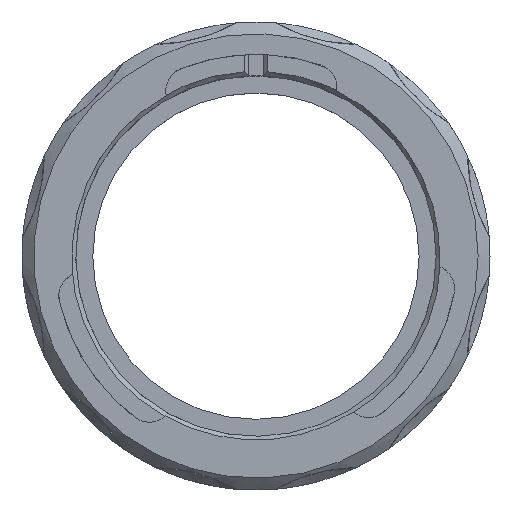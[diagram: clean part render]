
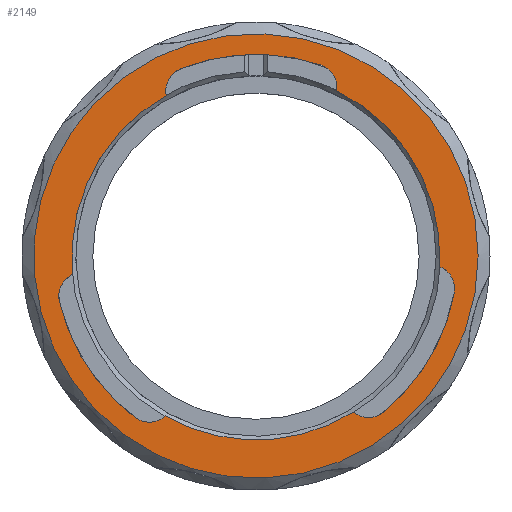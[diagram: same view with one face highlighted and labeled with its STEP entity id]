
A CAD part, top view. The second image highlights one B-rep face of the part: STEP entity #2149.
In plain terms, the highlighted planar face has unit normal (0, 0, 1).
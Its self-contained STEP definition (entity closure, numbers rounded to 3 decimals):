
#317=PLANE('',#2361);
#709=ORIENTED_EDGE('',*,*,#1274,.F.);
#710=ORIENTED_EDGE('',*,*,#1275,.T.);
#711=ORIENTED_EDGE('',*,*,#1209,.F.);
#712=ORIENTED_EDGE('',*,*,#1276,.T.);
#713=ORIENTED_EDGE('',*,*,#1277,.F.);
#714=ORIENTED_EDGE('',*,*,#1278,.T.);
#715=ORIENTED_EDGE('',*,*,#1213,.F.);
#716=ORIENTED_EDGE('',*,*,#1279,.T.);
#717=ORIENTED_EDGE('',*,*,#1280,.F.);
#718=ORIENTED_EDGE('',*,*,#1281,.T.);
#719=ORIENTED_EDGE('',*,*,#1204,.F.);
#720=ORIENTED_EDGE('',*,*,#1282,.T.);
#721=ORIENTED_EDGE('',*,*,#1283,.T.);
#1204=EDGE_CURVE('',#1504,#1505,#1687,.T.);
#1209=EDGE_CURVE('',#1509,#1507,#1689,.T.);
#1213=EDGE_CURVE('',#1513,#1511,#1691,.T.);
#1274=EDGE_CURVE('',#1571,#1572,#1715,.T.);
#1275=EDGE_CURVE('',#1571,#1507,#1716,.F.);
#1276=EDGE_CURVE('',#1509,#1573,#1717,.F.);
#1277=EDGE_CURVE('',#1574,#1573,#1718,.T.);
#1278=EDGE_CURVE('',#1574,#1511,#1719,.F.);
#1279=EDGE_CURVE('',#1513,#1575,#1720,.F.);
#1280=EDGE_CURVE('',#1576,#1575,#1721,.T.);
#1281=EDGE_CURVE('',#1576,#1505,#1722,.F.);
#1282=EDGE_CURVE('',#1504,#1572,#1723,.F.);
#1283=EDGE_CURVE('',#1577,#1577,#1724,.T.);
#1504=VERTEX_POINT('',#10048);
#1505=VERTEX_POINT('',#10050);
#1507=VERTEX_POINT('',#10055);
#1509=VERTEX_POINT('',#10059);
#1511=VERTEX_POINT('',#10064);
#1513=VERTEX_POINT('',#10068);
#1571=VERTEX_POINT('',#10249);
#1572=VERTEX_POINT('',#10250);
#1573=VERTEX_POINT('',#10253);
#1574=VERTEX_POINT('',#10255);
#1575=VERTEX_POINT('',#10258);
#1576=VERTEX_POINT('',#10260);
#1577=VERTEX_POINT('',#10264);
#1687=CIRCLE('',#2329,31.);
#1689=CIRCLE('',#2332,31.);
#1691=CIRCLE('',#2335,31.);
#1715=CIRCLE('',#2362,34.);
#1716=CIRCLE('',#2363,4.);
#1717=CIRCLE('',#2364,4.);
#1718=CIRCLE('',#2365,34.);
#1719=CIRCLE('',#2366,4.);
#1720=CIRCLE('',#2367,4.);
#1721=CIRCLE('',#2368,34.);
#1722=CIRCLE('',#2369,4.);
#1723=CIRCLE('',#2370,4.);
#1724=CIRCLE('',#2371,37.45);
#1822=EDGE_LOOP('',(#709,#710,#711,#712,#713,#714,#715,#716,#717,#718,#719,
#720));
#1823=EDGE_LOOP('',(#721));
#1971=FACE_BOUND('',#1822,.T.);
#1972=FACE_BOUND('',#1823,.T.);
#2149=ADVANCED_FACE('',(#1971,#1972),#317,.T.);
#2329=AXIS2_PLACEMENT_3D('',#10049,#2625,#2626);
#2332=AXIS2_PLACEMENT_3D('',#10060,#2634,#2635);
#2335=AXIS2_PLACEMENT_3D('',#10069,#2642,#2643);
#2361=AXIS2_PLACEMENT_3D('',#10247,#2718,#2719);
#2362=AXIS2_PLACEMENT_3D('',#10248,#2720,#2721);
#2363=AXIS2_PLACEMENT_3D('',#10251,#2722,#2723);
#2364=AXIS2_PLACEMENT_3D('',#10252,#2724,#2725);
#2365=AXIS2_PLACEMENT_3D('',#10254,#2726,#2727);
#2366=AXIS2_PLACEMENT_3D('',#10256,#2728,#2729);
#2367=AXIS2_PLACEMENT_3D('',#10257,#2730,#2731);
#2368=AXIS2_PLACEMENT_3D('',#10259,#2732,#2733);
#2369=AXIS2_PLACEMENT_3D('',#10261,#2734,#2735);
#2370=AXIS2_PLACEMENT_3D('',#10262,#2736,#2737);
#2371=AXIS2_PLACEMENT_3D('',#10263,#2738,#2739);
#2625=DIRECTION('',(0.,0.,1.));
#2626=DIRECTION('',(1.,0.,0.));
#2634=DIRECTION('',(0.,0.,1.));
#2635=DIRECTION('',(1.,0.,0.));
#2642=DIRECTION('',(0.,0.,1.));
#2643=DIRECTION('',(1.,0.,0.));
#2718=DIRECTION('',(0.,0.,1.));
#2719=DIRECTION('',(1.,0.,0.));
#2720=DIRECTION('',(0.,0.,1.));
#2721=DIRECTION('',(0.996,-0.087,0.));
#2722=DIRECTION('',(0.,0.,1.));
#2723=DIRECTION('',(0.996,-0.087,0.));
#2724=DIRECTION('',(0.,0.,1.));
#2725=DIRECTION('',(1.,0.,0.));
#2726=DIRECTION('',(0.,0.,1.));
#2727=DIRECTION('',(1.,0.,0.));
#2728=DIRECTION('',(0.,0.,1.));
#2729=DIRECTION('',(1.,0.,0.));
#2730=DIRECTION('',(0.,0.,1.));
#2731=DIRECTION('',(1.,0.,0.));
#2732=DIRECTION('',(0.,0.,1.));
#2733=DIRECTION('',(1.,0.,0.));
#2734=DIRECTION('',(0.,0.,1.));
#2735=DIRECTION('',(1.,0.,0.));
#2736=DIRECTION('',(0.,0.,1.));
#2737=DIRECTION('',(0.996,-0.087,0.));
#2738=DIRECTION('',(0.,0.,1.));
#2739=DIRECTION('',(1.,0.,0.));
#10048=CARTESIAN_POINT('',(30.949,-1.785,0.));
#10049=CARTESIAN_POINT('',(0.,0.,0.));
#10050=CARTESIAN_POINT('',(13.611,27.852,0.));
#10055=CARTESIAN_POINT('',(16.412,-26.299,0.));
#10059=CARTESIAN_POINT('',(-15.287,-26.969,0.));
#10060=CARTESIAN_POINT('',(0.,0.,0.));
#10064=CARTESIAN_POINT('',(-30.846,-3.09,0.));
#10068=CARTESIAN_POINT('',(-15.128,27.058,0.));
#10069=CARTESIAN_POINT('',(0.,0.,0.));
#10247=CARTESIAN_POINT('',(0.,0.,0.));
#10248=CARTESIAN_POINT('',(0.,0.,0.));
#10249=CARTESIAN_POINT('',(21.511,-26.33,0.));
#10250=CARTESIAN_POINT('',(33.422,-6.244,0.));
#10251=CARTESIAN_POINT('',(18.98,-23.232,0.));
#10252=CARTESIAN_POINT('',(-17.982,-24.013,0.));
#10253=CARTESIAN_POINT('',(-20.38,-27.215,0.));
#10254=CARTESIAN_POINT('',(0.,0.,0.));
#10255=CARTESIAN_POINT('',(-33.128,-7.65,0.));
#10256=CARTESIAN_POINT('',(-29.231,-6.75,0.));
#10257=CARTESIAN_POINT('',(-11.203,27.83,0.));
#10258=CARTESIAN_POINT('',(-12.696,31.54,0.));
#10259=CARTESIAN_POINT('',(0.,0.,0.));
#10260=CARTESIAN_POINT('',(10.937,32.193,0.));
#10261=CARTESIAN_POINT('',(9.65,28.406,0.));
#10262=CARTESIAN_POINT('',(29.49,-5.509,0.));
#10263=CARTESIAN_POINT('',(0.,0.,0.));
#10264=CARTESIAN_POINT('',(37.45,0.,0.));
